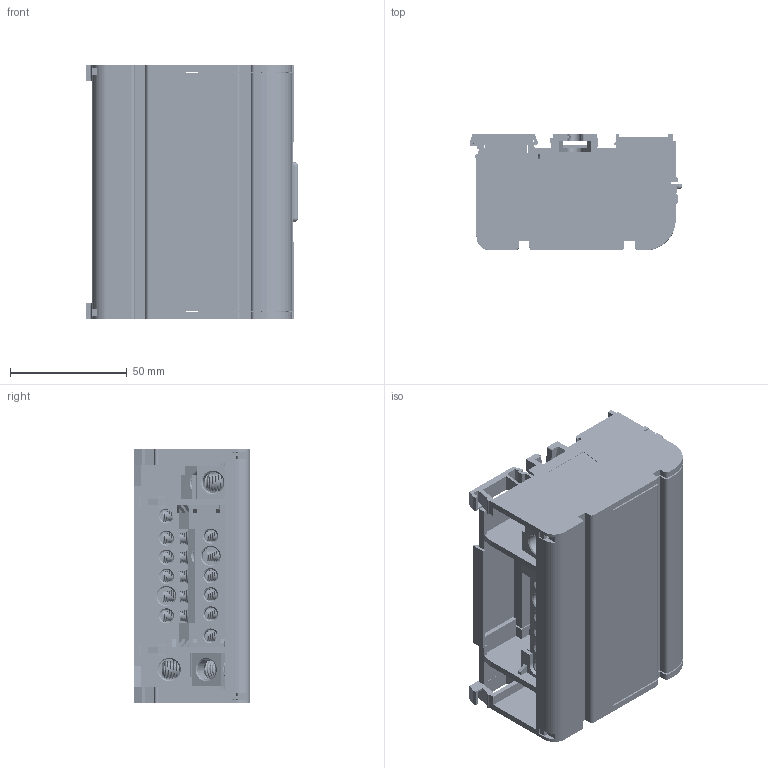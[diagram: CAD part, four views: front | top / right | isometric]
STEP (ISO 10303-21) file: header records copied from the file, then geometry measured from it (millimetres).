
FILE_DESCRIPTION(/* description */ (''),/* implementation_level */ '2;1');
FILE_NAME(/* name */ '3d_ACB4P125D07.stp',/* time_stamp */ '2023-10-31T17:26:52+01:00',/* author */ ('FUMAGALLI'),/* organization */ (''),/* preprocessor_version */ 'ST-DEVELOPER v16.1',/* originating_system */ 'Autodesk Inventor 2016',/* authorisation */ '');
FILE_SCHEMA (('AUTOMOTIVE_DESIGN { 1 0 10303 214 3 1 1 }'));
Products named in the file (1): 3d_ACB4P125D07
Bounding box: 91.01 x 50 x 109 mm (x, y, z)
Volume: 129876 mm3; surface area: 141217.1 mm2
Topology: 50 solids, 50 shells, 2121 faces, 5953 edges, 3930 vertices
Faces by surface type: plane 1584, cylinder 325, bspline 98, cone 84, torus 28, sphere 2
Full cylindrical faces by diameter (mm): 4.3 x28, 5.5 x20, 6 x4, 6.5 x24, 7.7 x4, 8 x4, 9 x4
Entity records: 185461 total; most frequent: CARTESIAN_POINT 131713, ORIENTED_EDGE 11246, DIRECTION 9935, EDGE_CURVE 5623, LINE 4327, VECTOR 4327, VERTEX_POINT 3798, AXIS2_PLACEMENT_3D 2804
